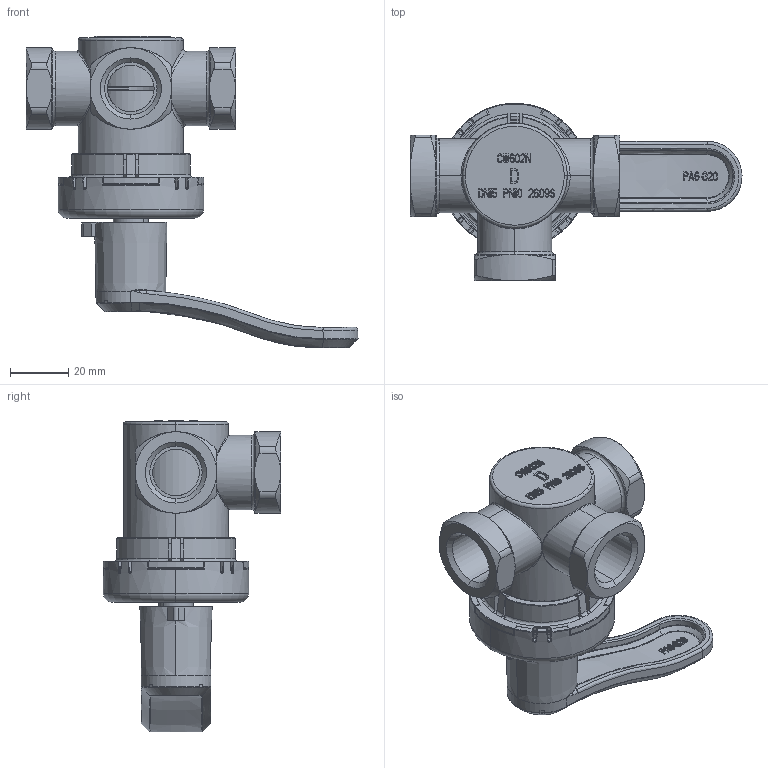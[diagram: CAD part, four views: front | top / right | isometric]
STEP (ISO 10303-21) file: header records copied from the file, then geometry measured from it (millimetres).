
FILE_DESCRIPTION((''),'2;1');
FILE_NAME('065Z0399_HRB-3_PN10_DN15_ASM','2015-04-03T',('u317927'),('Danfoss'),'PRO/ENGINEER BY PARAMETRIC TECHNOLOGY CORPORATION, 2014000','PRO/ENGINEER BY PARAMETRIC TECHNOLOGY CORPORATION, 2014000','');
FILE_SCHEMA(('CONFIG_CONTROL_DESIGN'));
Length unit declared in the file: millimetre
Products named in the file (9): 860U1250-BODY_1; 860U1262-PLUG_1; SPRING-RING_1; PLASTIC-COVER_1; 860U1316-TRANSPARENT-COVER_57; 860U1307-HANDWHEEL_1; BOLT5_10_1; ASM0001HRB3DN15_ASM_2_ASM; 065Z0399_HRB-3_PN10_DN15_ASM
Assembly tree (8 placements, depth 3):
  065Z0399_HRB-3_PN10_DN15_ASM
    ASM0001HRB3DN15_ASM_2_ASM
      860U1250-BODY_1
      860U1262-PLUG_1
      SPRING-RING_1
      PLASTIC-COVER_1
      860U1316-TRANSPARENT-COVER_57
      860U1307-HANDWHEEL_1
      BOLT5_10_1
Bounding box: 114.04 x 61 x 107.12 mm (x, y, z)
Volume: 94050.9 mm3; surface area: 50779.5 mm2
Topology: 7 solids, 7 shells, 1797 faces, 5024 edges, 3263 vertices
Faces by surface type: plane 1125, cylinder 311, torus 144, bspline 105, cone 73, sphere 32, extrusion 7
Entity records: 68164 total; most frequent: CARTESIAN_POINT 23125, ORIENTED_EDGE 9976, DIRECTION 8542, EDGE_CURVE 4988, VERTEX_POINT 3263, VECTOR 3148, LINE 3141, AXIS2_PLACEMENT_3D 2697
